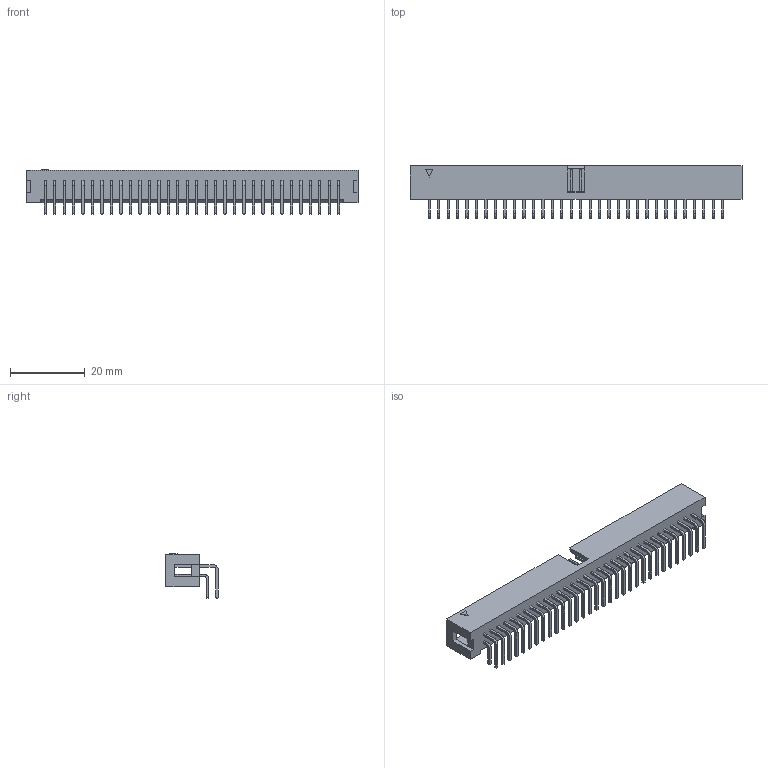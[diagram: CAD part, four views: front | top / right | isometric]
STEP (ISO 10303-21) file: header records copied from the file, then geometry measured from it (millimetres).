
FILE_DESCRIPTION(('STEP AP214'), '1');
FILE_NAME('DS1013 (IDC-R CONNFLY)', '2018-04-28T09:16:26', ('Egor'), (''), 'ASCON STEP Converter 1.3', 'ASCON Math Kernel', '');
FILE_SCHEMA(('AUTOMOTIVE_DESIGN { 1 0 10303 214 3 1 1}'));
Length unit declared in the file: millimetre
Bounding box: 89.08 x 14.02 x 11.9 mm (x, y, z)
Volume: 3542.5 mm3; surface area: 7065.9 mm2
Topology: 1 solids, 1 shells, 1444 faces, 3431 edges, 2114 vertices
Faces by surface type: plane 1316, cylinder 128
Entity records: 51915 total; most frequent: CARTESIAN_POINT 6990, ORIENTED_EDGE 6862, DIRECTION 6577, EDGE_CURVE 3431, LINE 3175, VECTOR 3175, VERTEX_POINT 2114, AXIS2_PLACEMENT_3D 1701
